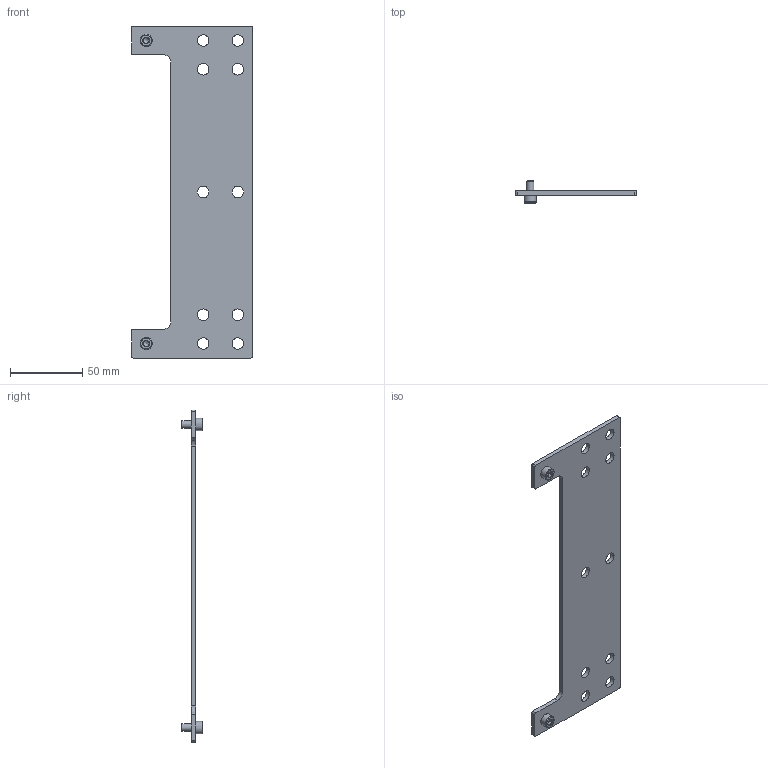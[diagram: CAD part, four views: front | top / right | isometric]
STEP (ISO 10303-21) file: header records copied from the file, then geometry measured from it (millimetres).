
FILE_DESCRIPTION(/* description */ ('STEP AP214'),/* implementation_level */ '2;1');
FILE_NAME(/* name */ '8081062_DASI-E21-110-S8-SR',/* time_stamp */ '2024-08-14T17:24:34+02:00',/* author */ ('License CC BY-ND 4.0'),/* organization */ ('CADENAS'),/* preprocessor_version */ 'ST-DEVELOPER v19.3',/* originating_system */ 'PARTsolutions',/* authorisation */ ' ');
FILE_SCHEMA (('AUTOMOTIVE_DESIGN {1 0 10303 214 3 1 1}'));
Length unit declared in the file: millimetre
Products named in the file (3): 8081062 DASI-E21-110-S8-SR---(high); 8080480 DASI-E21-110-S8-SR---(mechanical high); DIN-912 - M5x10(F)
Assembly tree (3 placements, depth 2):
  8081062 DASI-E21-110-S8-SR---(high)
    8080480 DASI-E21-110-S8-SR---(mechanical high)
    DIN-912 - M5x10(F)  x2
Bounding box: 83.5 x 15 x 230 mm (x, y, z)
Volume: 41478.5 mm3; surface area: 30797 mm2
Topology: 3 solids, 3 shells, 86 faces, 190 edges, 112 vertices
Faces by surface type: plane 40, cylinder 24, cone 22
Full cylindrical faces by diameter (mm): 5 x2, 5.4 x2, 8 x10, 8.5 x2
Entity records: 1699 total; most frequent: DIRECTION 294, CARTESIAN_POINT 285, ORIENTED_EDGE 232, AXIS2_PLACEMENT_3D 122, EDGE_CURVE 116, FACE_BOUND 103, EDGE_LOOP 102, VERTEX_POINT 83
